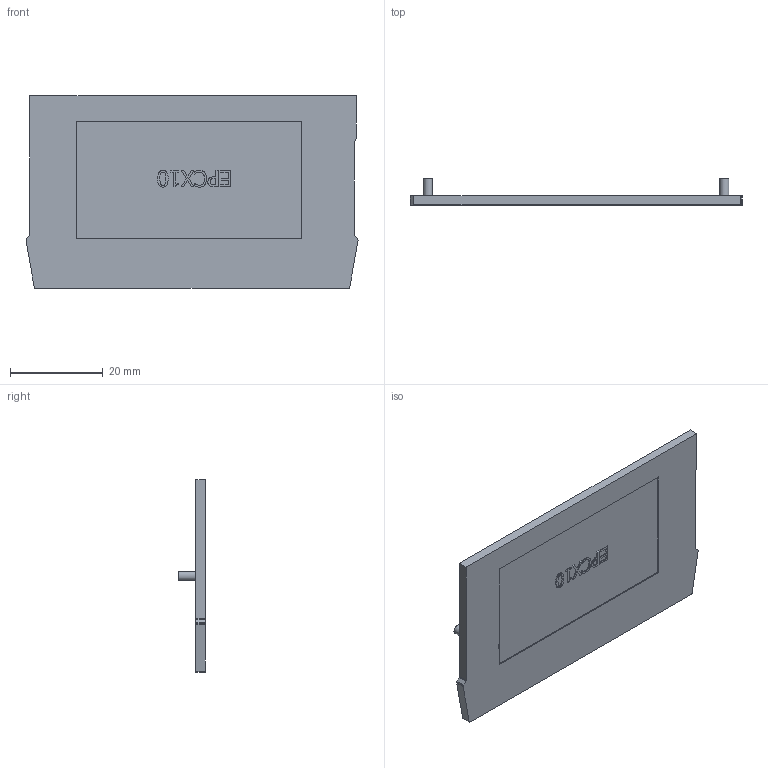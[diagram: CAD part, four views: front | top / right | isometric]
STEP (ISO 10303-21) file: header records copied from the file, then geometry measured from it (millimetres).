
FILE_DESCRIPTION(/* description */ (''),/* implementation_level */ '2;1');
FILE_NAME(/* name */ 'EPCX10.stp',/* time_stamp */ '2016-06-24T10:34:04-04:00',/* author */ ('CAD Station'),/* organization */ (''),/* preprocessor_version */ 'ST-DEVELOPER v16.1',/* originating_system */ 'Autodesk Inventor 2016',/* authorisation */ '');
FILE_SCHEMA (('AUTOMOTIVE_DESIGN { 1 0 10303 214 3 1 1 }'));
Length unit declared in the file: millimetre
Products named in the file (1): EPCX10
Bounding box: 71.7 x 5.7 x 41.6 mm (x, y, z)
Volume: 4977.1 mm3; surface area: 6605.4 mm2
Topology: 1 solids, 1 shells, 252 faces, 663 edges, 442 vertices
Faces by surface type: plane 161, cylinder 54, bspline 37
Full cylindrical faces by diameter (mm): 1.2 x2, 2 x2
Entity records: 8052 total; most frequent: CARTESIAN_POINT 1946, ORIENTED_EDGE 1318, DIRECTION 1125, EDGE_CURVE 659, LINE 477, VECTOR 477, VERTEX_POINT 442, AXIS2_PLACEMENT_3D 324
